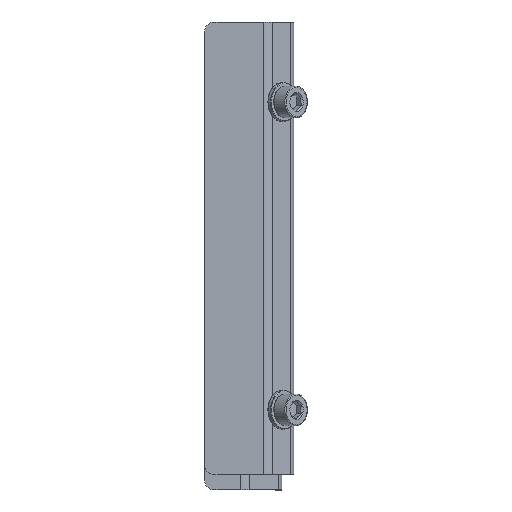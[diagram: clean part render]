
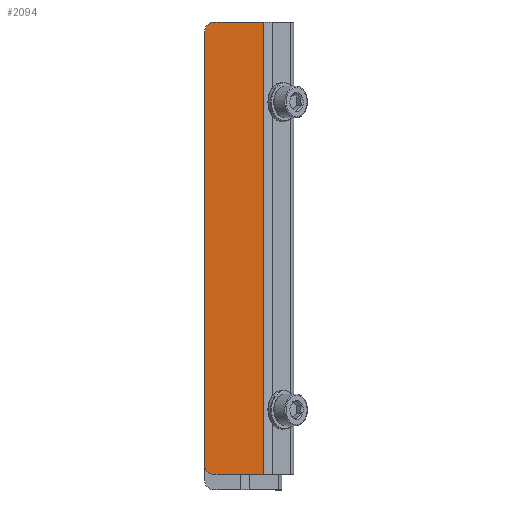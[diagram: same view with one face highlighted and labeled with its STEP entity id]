
A CAD part, top view. The second image highlights one B-rep face of the part: STEP entity #2094.
In plain terms, the highlighted planar face has unit normal (0, 0, 1).
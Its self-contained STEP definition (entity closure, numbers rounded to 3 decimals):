
#220 = DIRECTION ( 'NONE',  ( -1., 0., 0. ) ) ;
#276 = VERTEX_POINT ( 'NONE', #680 ) ;
#319 = ORIENTED_EDGE ( 'NONE', *, *, #3614, .F. ) ;
#477 = EDGE_CURVE ( 'NONE', #3994, #276, #2820, .T. ) ;
#494 = CARTESIAN_POINT ( 'NONE',  ( -0.647, -71.712, 168.5 ) ) ;
#519 = EDGE_CURVE ( 'NONE', #276, #2513, #3828, .T. ) ;
#577 = DIRECTION ( 'NONE',  ( 0., 0., -1. ) ) ;
#680 = CARTESIAN_POINT ( 'NONE',  ( 15.453, -74.712, 168.5 ) ) ;
#852 = EDGE_LOOP ( 'NONE', ( #3084, #2909, #1850, #3261, #319, #1817 ) ) ;
#922 = LINE ( 'NONE', #1519, #2790 ) ;
#1143 = DIRECTION ( 'NONE',  ( 0., 0., -1. ) ) ;
#1207 = VERTEX_POINT ( 'NONE', #1394 ) ;
#1218 = LINE ( 'NONE', #3903, #3769 ) ;
#1394 = CARTESIAN_POINT ( 'NONE',  ( -3.647, -71.712, 168.5 ) ) ;
#1447 = DIRECTION ( 'NONE',  ( -1., 0., 0. ) ) ;
#1469 = CARTESIAN_POINT ( 'NONE',  ( 15.453, -74.912, 168.5 ) ) ;
#1492 = CARTESIAN_POINT ( 'NONE',  ( 16.282, -74.712, 168.5 ) ) ;
#1519 = CARTESIAN_POINT ( 'NONE',  ( 16.282, 72.288, 168.5 ) ) ;
#1668 = CIRCLE ( 'NONE', #4105, 3. ) ;
#1809 = DIRECTION ( 'NONE',  ( 0., 0., -1. ) ) ;
#1817 = ORIENTED_EDGE ( 'NONE', *, *, #3785, .F. ) ;
#1850 = ORIENTED_EDGE ( 'NONE', *, *, #477, .F. ) ;
#1997 = CARTESIAN_POINT ( 'NONE',  ( -0.647, 69.288, 168.5 ) ) ;
#2094 = ADVANCED_FACE ( 'NONE', ( #2738 ), #2799, .F. ) ;
#2115 = CARTESIAN_POINT ( 'NONE',  ( 16.282, -74.912, 168.5 ) ) ;
#2230 = CARTESIAN_POINT ( 'NONE',  ( 15.453, 72.288, 168.5 ) ) ;
#2262 = VECTOR ( 'NONE', #1447, 1000. ) ;
#2335 = VECTOR ( 'NONE', #3105, 1000. ) ;
#2441 = CARTESIAN_POINT ( 'NONE',  ( -3.647, 69.288, 168.5 ) ) ;
#2513 = VERTEX_POINT ( 'NONE', #3231 ) ;
#2653 = CIRCLE ( 'NONE', #3213, 3. ) ;
#2738 = FACE_OUTER_BOUND ( 'NONE', #852, .T. ) ;
#2790 = VECTOR ( 'NONE', #4241, 1000. ) ;
#2799 = PLANE ( 'NONE',  #3250 ) ;
#2820 = LINE ( 'NONE', #1469, #2335 ) ;
#2821 = DIRECTION ( 'NONE',  ( 1., 0., 0. ) ) ;
#2909 = ORIENTED_EDGE ( 'NONE', *, *, #519, .F. ) ;
#3084 = ORIENTED_EDGE ( 'NONE', *, *, #4054, .F. ) ;
#3105 = DIRECTION ( 'NONE',  ( 0., -1., 0. ) ) ;
#3179 = EDGE_CURVE ( 'NONE', #4032, #3994, #922, .T. ) ;
#3213 = AXIS2_PLACEMENT_3D ( 'NONE', #494, #1143, #220 ) ;
#3231 = CARTESIAN_POINT ( 'NONE',  ( -0.647, -74.712, 168.5 ) ) ;
#3250 = AXIS2_PLACEMENT_3D ( 'NONE', #2115, #1809, #2821 ) ;
#3261 = ORIENTED_EDGE ( 'NONE', *, *, #3179, .F. ) ;
#3493 = VERTEX_POINT ( 'NONE', #2441 ) ;
#3576 = DIRECTION ( 'NONE',  ( 0., 1., 0. ) ) ;
#3614 = EDGE_CURVE ( 'NONE', #3493, #4032, #1668, .T. ) ;
#3769 = VECTOR ( 'NONE', #3576, 1000. ) ;
#3785 = EDGE_CURVE ( 'NONE', #1207, #3493, #1218, .T. ) ;
#3828 = LINE ( 'NONE', #1492, #2262 ) ;
#3903 = CARTESIAN_POINT ( 'NONE',  ( -3.647, -74.912, 168.5 ) ) ;
#3992 = DIRECTION ( 'NONE',  ( -1., 0., 0. ) ) ;
#3994 = VERTEX_POINT ( 'NONE', #2230 ) ;
#4032 = VERTEX_POINT ( 'NONE', #4220 ) ;
#4054 = EDGE_CURVE ( 'NONE', #2513, #1207, #2653, .T. ) ;
#4105 = AXIS2_PLACEMENT_3D ( 'NONE', #1997, #577, #3992 ) ;
#4220 = CARTESIAN_POINT ( 'NONE',  ( -0.647, 72.288, 168.5 ) ) ;
#4241 = DIRECTION ( 'NONE',  ( 1., 0., 0. ) ) ;
